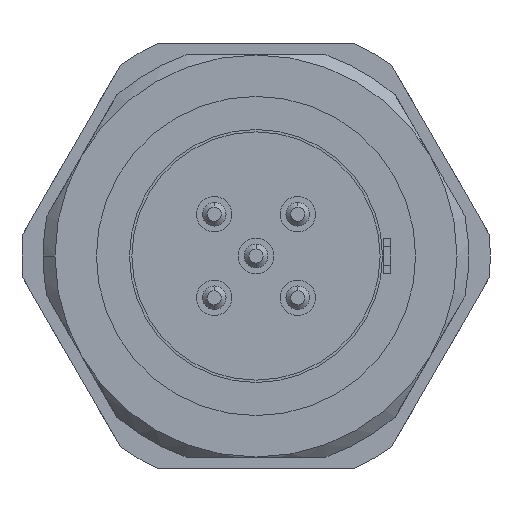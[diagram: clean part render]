
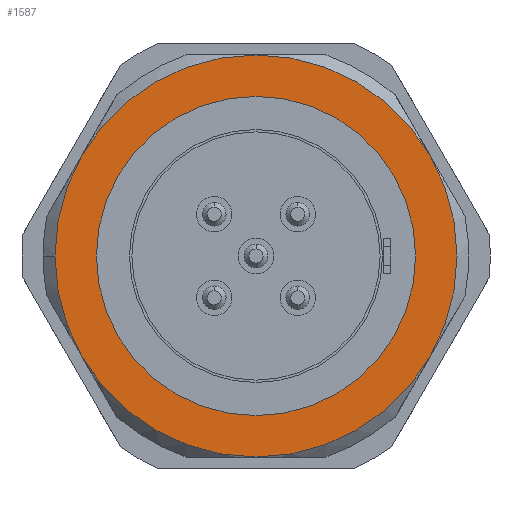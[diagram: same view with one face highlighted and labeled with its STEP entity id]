
A CAD part, front view. The second image highlights one B-rep face of the part: STEP entity #1587.
In plain terms, the highlighted planar face has unit normal (0, -1, 0).
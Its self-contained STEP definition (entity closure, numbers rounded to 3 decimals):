
#576 = VERTEX_POINT ( 'NONE', #11623 ) ;
#743 = ORIENTED_EDGE ( 'NONE', *, *, #8746, .F. ) ;
#1001 = DIRECTION ( 'NONE',  ( -1., 0., 0. ) ) ;
#1004 = EDGE_CURVE ( 'NONE', #11571, #6076, #7297, .T. ) ;
#1032 = CARTESIAN_POINT ( 'NONE',  ( -7.361, 0., -4.25 ) ) ;
#1036 = DIRECTION ( 'NONE',  ( 0., 1., 0. ) ) ;
#1049 = CARTESIAN_POINT ( 'NONE',  ( 0., 0., 0. ) ) ;
#1217 = CIRCLE ( 'NONE', #8563, 8.5 ) ;
#1236 = CARTESIAN_POINT ( 'NONE',  ( 0., 0., -8.5 ) ) ;
#1426 = CARTESIAN_POINT ( 'NONE',  ( 0., 0., -6.75 ) ) ;
#1478 = AXIS2_PLACEMENT_3D ( 'NONE', #11621, #11608, #11607 ) ;
#1587 = ADVANCED_FACE ( 'NONE', ( #8782, #8750 ), #10860, .F. ) ;
#1994 = CARTESIAN_POINT ( 'NONE',  ( 7.361, 0., -4.25 ) ) ;
#2018 = ORIENTED_EDGE ( 'NONE', *, *, #2381, .F. ) ;
#2118 = DIRECTION ( 'NONE',  ( 0., 1., 0. ) ) ;
#2381 = EDGE_CURVE ( 'NONE', #576, #7953, #10912, .T. ) ;
#2446 = CIRCLE ( 'NONE', #8041, 8.5 ) ;
#2709 = VERTEX_POINT ( 'NONE', #5768 ) ;
#2773 = CIRCLE ( 'NONE', #7810, 8.5 ) ;
#2954 = CIRCLE ( 'NONE', #7559, 8.5 ) ;
#3327 = ORIENTED_EDGE ( 'NONE', *, *, #1004, .F. ) ;
#3457 = VERTEX_POINT ( 'NONE', #6354 ) ;
#3482 = ORIENTED_EDGE ( 'NONE', *, *, #8318, .F. ) ;
#5155 = VERTEX_POINT ( 'NONE', #9797 ) ;
#5183 = ORIENTED_EDGE ( 'NONE', *, *, #11663, .F. ) ;
#5199 = EDGE_CURVE ( 'NONE', #7953, #576, #9672, .T. ) ;
#5496 = AXIS2_PLACEMENT_3D ( 'NONE', #11051, #10856, #10827 ) ;
#5659 = AXIS2_PLACEMENT_3D ( 'NONE', #8177, #2118, #9145 ) ;
#5768 = CARTESIAN_POINT ( 'NONE',  ( 0., 0., 8.5 ) ) ;
#5978 = ORIENTED_EDGE ( 'NONE', *, *, #7089, .F. ) ;
#6076 = VERTEX_POINT ( 'NONE', #1236 ) ;
#6079 = EDGE_CURVE ( 'NONE', #9905, #5155, #6605, .T. ) ;
#6206 = CIRCLE ( 'NONE', #5659, 8.5 ) ;
#6354 = CARTESIAN_POINT ( 'NONE',  ( -7.361, 0., 4.25 ) ) ;
#6605 = CIRCLE ( 'NONE', #9546, 8.5 ) ;
#6684 = DIRECTION ( 'NONE',  ( 0., 0., 1. ) ) ;
#6697 = DIRECTION ( 'NONE',  ( 0., 0., 1. ) ) ;
#6703 = DIRECTION ( 'NONE',  ( 0., 1., 0. ) ) ;
#6711 = DIRECTION ( 'NONE',  ( 0., 1., 0. ) ) ;
#6742 = CARTESIAN_POINT ( 'NONE',  ( 0., 0., 0. ) ) ;
#6746 = CARTESIAN_POINT ( 'NONE',  ( 0., 0., 0. ) ) ;
#6767 = ORIENTED_EDGE ( 'NONE', *, *, #6079, .F. ) ;
#7089 = EDGE_CURVE ( 'NONE', #6076, #9905, #1217, .T. ) ;
#7297 = CIRCLE ( 'NONE', #8131, 8.5 ) ;
#7559 = AXIS2_PLACEMENT_3D ( 'NONE', #6742, #6711, #6697 ) ;
#7810 = AXIS2_PLACEMENT_3D ( 'NONE', #7966, #7948, #7914 ) ;
#7914 = DIRECTION ( 'NONE',  ( -1., 0., 0. ) ) ;
#7924 = ORIENTED_EDGE ( 'NONE', *, *, #5199, .F. ) ;
#7948 = DIRECTION ( 'NONE',  ( 0., 1., 0. ) ) ;
#7953 = VERTEX_POINT ( 'NONE', #1426 ) ;
#7966 = CARTESIAN_POINT ( 'NONE',  ( 0., 0., 0. ) ) ;
#7986 = CARTESIAN_POINT ( 'NONE',  ( 7.361, 0., 4.25 ) ) ;
#8041 = AXIS2_PLACEMENT_3D ( 'NONE', #9921, #9907, #9879 ) ;
#8131 = AXIS2_PLACEMENT_3D ( 'NONE', #9738, #9732, #9722 ) ;
#8177 = CARTESIAN_POINT ( 'NONE',  ( 0., 0., 0. ) ) ;
#8318 = EDGE_CURVE ( 'NONE', #10499, #11571, #2446, .T. ) ;
#8563 = AXIS2_PLACEMENT_3D ( 'NONE', #6746, #6703, #6684 ) ;
#8746 = EDGE_CURVE ( 'NONE', #5155, #3457, #2773, .T. ) ;
#8750 = FACE_BOUND ( 'NONE', #8807, .T. ) ;
#8782 = FACE_OUTER_BOUND ( 'NONE', #9104, .T. ) ;
#8807 = EDGE_LOOP ( 'NONE', ( #2018, #7924 ) ) ;
#8974 = EDGE_CURVE ( 'NONE', #3457, #2709, #2954, .T. ) ;
#9104 = EDGE_LOOP ( 'NONE', ( #11316, #743, #6767, #5978, #3327, #3482, #5183 ) ) ;
#9145 = DIRECTION ( 'NONE',  ( 0., 0., 1. ) ) ;
#9181 = DIRECTION ( 'NONE',  ( 0., 0., 1. ) ) ;
#9198 = DIRECTION ( 'NONE',  ( 0., -1., 0. ) ) ;
#9226 = CARTESIAN_POINT ( 'NONE',  ( 0., 0., 0. ) ) ;
#9546 = AXIS2_PLACEMENT_3D ( 'NONE', #1049, #1036, #1001 ) ;
#9672 = CIRCLE ( 'NONE', #10400, 6.75 ) ;
#9722 = DIRECTION ( 'NONE',  ( 0., 0., 1. ) ) ;
#9732 = DIRECTION ( 'NONE',  ( 0., 1., 0. ) ) ;
#9738 = CARTESIAN_POINT ( 'NONE',  ( 0., 0., 0. ) ) ;
#9797 = CARTESIAN_POINT ( 'NONE',  ( -8.5, 0., 0. ) ) ;
#9879 = DIRECTION ( 'NONE',  ( 0., 0., 1. ) ) ;
#9905 = VERTEX_POINT ( 'NONE', #1032 ) ;
#9907 = DIRECTION ( 'NONE',  ( 0., 1., 0. ) ) ;
#9921 = CARTESIAN_POINT ( 'NONE',  ( 0., 0., 0. ) ) ;
#10400 = AXIS2_PLACEMENT_3D ( 'NONE', #9226, #9198, #9181 ) ;
#10499 = VERTEX_POINT ( 'NONE', #7986 ) ;
#10827 = DIRECTION ( 'NONE',  ( 0., 0., 1. ) ) ;
#10856 = DIRECTION ( 'NONE',  ( 0., 1., 0. ) ) ;
#10860 = PLANE ( 'NONE',  #5496 ) ;
#10912 = CIRCLE ( 'NONE', #1478, 6.75 ) ;
#11051 = CARTESIAN_POINT ( 'NONE',  ( 0., 0., 0. ) ) ;
#11316 = ORIENTED_EDGE ( 'NONE', *, *, #8974, .F. ) ;
#11571 = VERTEX_POINT ( 'NONE', #1994 ) ;
#11607 = DIRECTION ( 'NONE',  ( 0., 0., 1. ) ) ;
#11608 = DIRECTION ( 'NONE',  ( 0., -1., 0. ) ) ;
#11621 = CARTESIAN_POINT ( 'NONE',  ( 0., 0., 0. ) ) ;
#11623 = CARTESIAN_POINT ( 'NONE',  ( 0., 0., 6.75 ) ) ;
#11663 = EDGE_CURVE ( 'NONE', #2709, #10499, #6206, .T. ) ;
